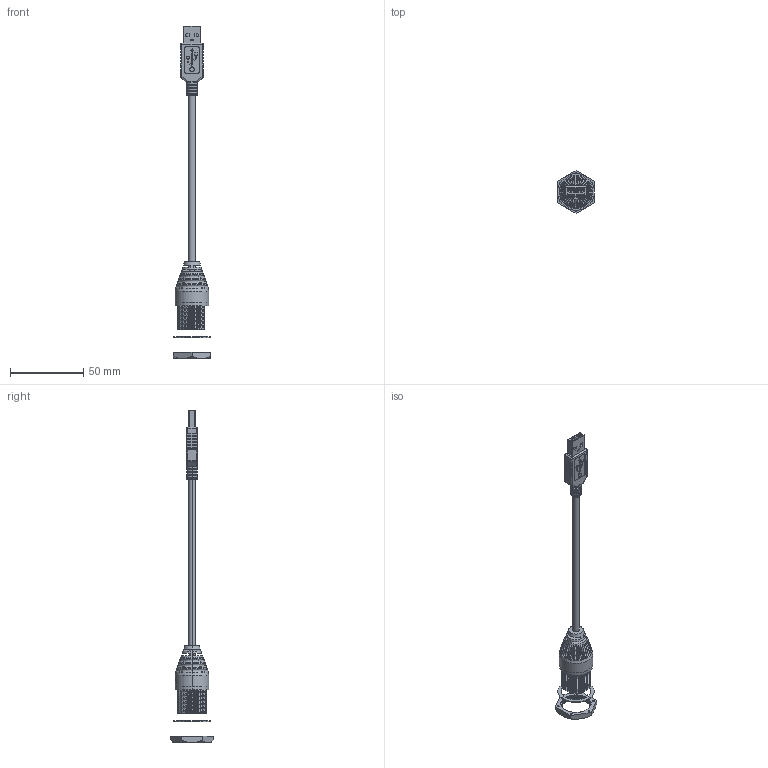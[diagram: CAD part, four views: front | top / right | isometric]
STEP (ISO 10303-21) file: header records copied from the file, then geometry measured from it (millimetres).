
FILE_DESCRIPTION (( 'STEP AP214' ), '1' );
FILE_NAME ('WPUSBAX.STEP', '2018-06-13T15:14:51', ( '' ), ( '' ), 'SwSTEP 2.0', 'SolidWorks 2017', '' );
FILE_SCHEMA (( 'AUTOMOTIVE_DESIGN' ));
Length unit declared in the file: millimetre
Products named in the file (18): 1BC01-101; 1AA05-003-MA1; WPUSBAX; 1AA05-003_CRIMPED; 1AA05-003-MA2_CRIMPED; MTN-973; MTN-151_NEW LOGO; 1AA05-003-MA5; 1AA05-003-MA3; 1AG01-284_1AG01-284; 1AG01-283; MTN-974; 1AJ03-031; 1AA05-003-MA4; MTN-974_W. CABLE; 1AA05-112; MTN-151
Assembly tree (20 placements, depth 4):
  WPUSBAX
    MTN-974
      MTN-973
        1AG01-284_1AG01-284
        MTN-973
        1AA05-112
        1BC01-101
      MTN-974_W. CABLE
    MTN-151
      MTN-151_NEW LOGO
      1AA05-003_CRIMPED
        1AA05-003-MA1
        1AA05-003-MA2_CRIMPED
        1AA05-003-MA3
        1AA05-003-MA4  x4
        1AA05-003-MA5
    1AJ03-031
    1AG01-283
Bounding box: 25.4 x 29.33 x 226.92 mm (x, y, z)
Volume: 22575.1 mm3; surface area: 20875.1 mm2
Topology: 28 solids, 28 shells, 1822 faces, 4777 edges, 3082 vertices
Faces by surface type: plane 1036, cylinder 399, bspline 276, cone 61, torus 28, sphere 22
Entity records: 101110 total; most frequent: CARTESIAN_POINT 58068, ORIENTED_EDGE 9318, DIRECTION 7767, EDGE_CURVE 4659, VERTEX_POINT 3022, VECTOR 2989, LINE 2989, AXIS2_PLACEMENT_3D 2389
